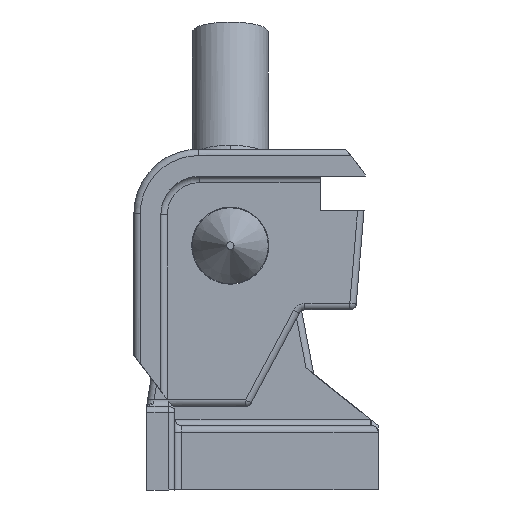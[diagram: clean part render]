
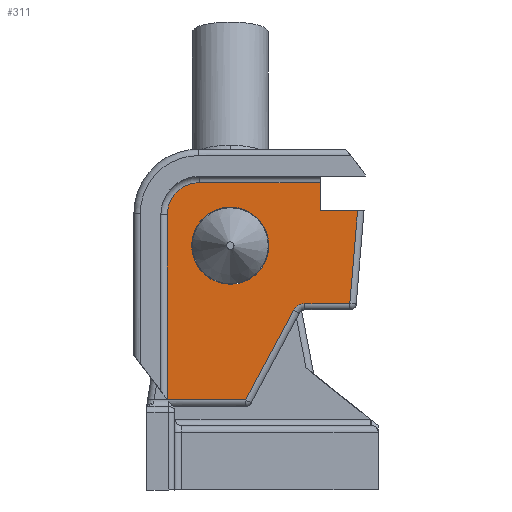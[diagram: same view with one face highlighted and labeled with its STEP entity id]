
A CAD part, front view. The second image highlights one B-rep face of the part: STEP entity #311.
In plain terms, the highlighted planar face has unit normal (0, -1, 0).
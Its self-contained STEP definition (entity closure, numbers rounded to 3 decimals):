
#311=ADVANCED_FACE('',(#2957,#2959),#2961,.F.);
#2957=FACE_BOUND('',#2958,.T.);
#2958=EDGE_LOOP('',(#5523,#5524,#5525,#5526,#5527,#5528,#5529,#5530,#5531,#5532,
#5533));
#2959=FACE_BOUND('',#2960,.T.);
#2960=EDGE_LOOP('',(#5534));
#2961=PLANE('',#2962);
#2962=AXIS2_PLACEMENT_3D('',#2963,#2964,#2965);
#2963=CARTESIAN_POINT('',(0.,-10.,0.));
#2964=DIRECTION('',(0.,1.,0.));
#2965=DIRECTION('',(1.,0.,0.));
#5523=ORIENTED_EDGE('',*,*,#6976,.F.);
#5524=ORIENTED_EDGE('',*,*,#6977,.F.);
#5525=ORIENTED_EDGE('',*,*,#6978,.F.);
#5526=ORIENTED_EDGE('',*,*,#6979,.F.);
#5527=ORIENTED_EDGE('',*,*,#6980,.F.);
#5528=ORIENTED_EDGE('',*,*,#6981,.F.);
#5529=ORIENTED_EDGE('',*,*,#6889,.F.);
#5530=ORIENTED_EDGE('',*,*,#6982,.F.);
#5531=ORIENTED_EDGE('',*,*,#6983,.F.);
#5532=ORIENTED_EDGE('',*,*,#6984,.F.);
#5533=ORIENTED_EDGE('',*,*,#6985,.F.);
#5534=ORIENTED_EDGE('',*,*,#6923,.F.);
#6889=EDGE_CURVE('',#7803,#7806,#7807,.T.);
#6923=EDGE_CURVE('',#7871,#7871,#7872,.F.);
#6976=EDGE_CURVE('',#7973,#7974,#7975,.T.);
#6977=EDGE_CURVE('',#7976,#7973,#7977,.T.);
#6978=EDGE_CURVE('',#7978,#7976,#7979,.T.);
#6979=EDGE_CURVE('',#7980,#7978,#7981,.T.);
#6980=EDGE_CURVE('',#7982,#7980,#7983,.T.);
#6981=EDGE_CURVE('',#7806,#7982,#7984,.T.);
#6982=EDGE_CURVE('',#7985,#7803,#7986,.F.);
#6983=EDGE_CURVE('',#7987,#7985,#7988,.T.);
#6984=EDGE_CURVE('',#7989,#7987,#7990,.F.);
#6985=EDGE_CURVE('',#7974,#7989,#7991,.T.);
#7803=VERTEX_POINT('',#9787);
#7806=VERTEX_POINT('',#9793);
#7807=LINE('',#9794,#9795);
#7871=VERTEX_POINT('',#9934);
#7872=CIRCLE('',#9935,3.);
#7973=VERTEX_POINT('',#10155);
#7974=VERTEX_POINT('',#10156);
#7975=LINE('',#10157,#10158);
#7976=VERTEX_POINT('',#10160);
#7977=LINE('',#10161,#10162);
#7978=VERTEX_POINT('',#10164);
#7979=LINE('',#10165,#10166);
#7980=VERTEX_POINT('',#10168);
#7981=LINE('',#10169,#10170);
#7982=VERTEX_POINT('',#10172);
#7983=CIRCLE('',#10173,2.5);
#7984=LINE('',#10177,#10178);
#7985=VERTEX_POINT('',#10180);
#7986=LINE('',#10181,#10182);
#7987=VERTEX_POINT('',#10184);
#7988=LINE('',#10185,#10186);
#7989=VERTEX_POINT('',#10188);
#7990=CIRCLE('',#10189,1.);
#7991=LINE('',#10193,#10194);
#9787=CARTESIAN_POINT('',(9.5,-10.,2.625));
#9793=CARTESIAN_POINT('',(9.467,-10.,2.6));
#9794=CARTESIAN_POINT('',(9.5,-10.,2.625));
#9795=VECTOR('',#9796,1.);
#9796=DIRECTION('',(-0.8,0.,-0.6));
#9934=CARTESIAN_POINT('',(0.5,-10.,7.5));
#9935=AXIS2_PLACEMENT_3D('',#9936,#9937,#9938);
#9936=CARTESIAN_POINT('',(-2.5,-10.,7.5));
#9937=DIRECTION('',(0.,1.,0.));
#9938=DIRECTION('',(1.,0.,0.));
#10155=CARTESIAN_POINT('',(-5.2,-10.,17.398));
#10156=CARTESIAN_POINT('',(2.,-10.,16.794));
#10157=CARTESIAN_POINT('',(-5.2,-10.,17.398));
#10158=VECTOR('',#10159,1.);
#10159=DIRECTION('',(0.997,0.,-0.084));
#10160=CARTESIAN_POINT('',(-5.2,-10.,14.5));
#10161=CARTESIAN_POINT('',(-5.2,-10.,14.5));
#10162=VECTOR('',#10163,1.);
#10163=DIRECTION('',(0.,0.,1.));
#10164=CARTESIAN_POINT('',(-7.4,-10.,14.5));
#10165=CARTESIAN_POINT('',(-7.4,-10.,14.5));
#10166=VECTOR('',#10167,1.);
#10167=DIRECTION('',(1.,0.,0.));
#10168=CARTESIAN_POINT('',(-7.4,-10.,5.1));
#10169=CARTESIAN_POINT('',(-7.4,-10.,5.1));
#10170=VECTOR('',#10171,1.);
#10171=DIRECTION('',(0.,0.,1.));
#10172=CARTESIAN_POINT('',(-4.9,-10.,2.6));
#10173=AXIS2_PLACEMENT_3D('',#10174,#10175,#10176);
#10174=CARTESIAN_POINT('',(-4.9,-10.,5.1));
#10175=DIRECTION('',(0.,1.,0.));
#10176=DIRECTION('',(0.,0.,-1.));
#10177=CARTESIAN_POINT('',(9.467,-10.,2.6));
#10178=VECTOR('',#10179,1.);
#10179=DIRECTION('',(-1.,0.,0.));
#10180=CARTESIAN_POINT('',(9.5,-10.,8.7));
#10181=CARTESIAN_POINT('',(9.5,-10.,2.625));
#10182=VECTOR('',#10183,1.);
#10183=DIRECTION('',(0.,0.,1.));
#10184=CARTESIAN_POINT('',(2.529,-10.,12.418));
#10185=CARTESIAN_POINT('',(2.529,-10.,12.418));
#10186=VECTOR('',#10187,1.);
#10187=DIRECTION('',(0.882,0.,-0.471));
#10188=CARTESIAN_POINT('',(2.,-10.,13.3));
#10189=AXIS2_PLACEMENT_3D('',#10190,#10191,#10192);
#10190=CARTESIAN_POINT('',(3.,-10.,13.3));
#10191=DIRECTION('',(0.,1.,0.));
#10192=DIRECTION('',(-0.471,0.,-0.882));
#10193=CARTESIAN_POINT('',(2.,-10.,16.794));
#10194=VECTOR('',#10195,1.);
#10195=DIRECTION('',(0.,0.,-1.));
